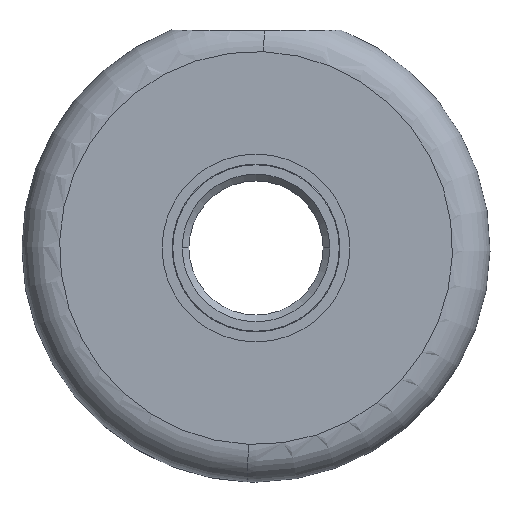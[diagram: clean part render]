
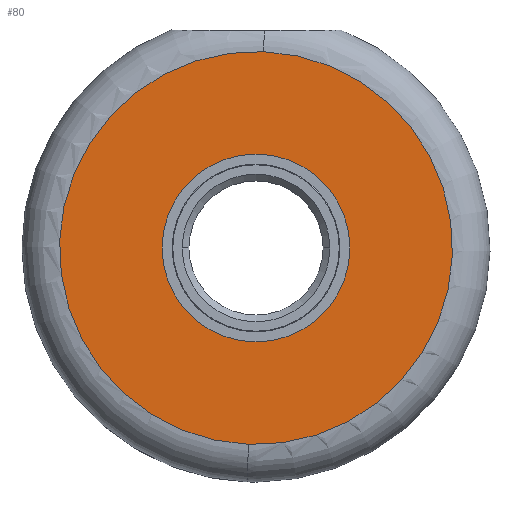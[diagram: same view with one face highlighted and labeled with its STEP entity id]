
A CAD part, top view. The second image highlights one B-rep face of the part: STEP entity #80.
In plain terms, the highlighted planar face has unit normal (0, 0, 1).
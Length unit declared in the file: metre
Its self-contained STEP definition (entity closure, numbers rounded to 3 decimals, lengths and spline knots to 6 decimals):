
#80=ADVANCED_FACE('0:1055',(#193,#194),#195,.F.);
#193=FACE_OUTER_BOUND('',#369,.T.);
#194=FACE_BOUND('',#370,.T.);
#195=PLANE('',#371);
#369=EDGE_LOOP('',(#699,#700));
#370=EDGE_LOOP('',(#701,#702));
#371=AXIS2_PLACEMENT_3D('',#703,#704,#705);
#699=ORIENTED_EDGE('',*,*,#1200,.F.);
#700=ORIENTED_EDGE('',*,*,#1192,.F.);
#701=ORIENTED_EDGE('',*,*,#1170,.F.);
#702=ORIENTED_EDGE('',*,*,#1209,.F.);
#703=CARTESIAN_POINT('',(0.,0.003,-0.034));
#704=DIRECTION('',(0.0,0.,-1.0));
#705=DIRECTION('',(-1.0,0.0,0.0));
#1170=EDGE_CURVE('0:1268',#1401,#1397,#1403,.T.);
#1192=EDGE_CURVE('0:1226',#1444,#1447,#1448,.T.);
#1200=EDGE_CURVE('0:1226',#1447,#1444,#1460,.T.);
#1209=EDGE_CURVE('0:1268',#1397,#1401,#1470,.T.);
#1397=VERTEX_POINT('',#1742);
#1401=VERTEX_POINT('',#1747);
#1403=CIRCLE('',#1750,0.014);
#1444=VERTEX_POINT('',#1801);
#1447=VERTEX_POINT('',#1804);
#1448=CIRCLE('',#1805,0.02928);
#1460=CIRCLE('',#1931,0.02928);
#1470=CIRCLE('',#1942,0.014);
#1742=CARTESIAN_POINT('',(0.014,0.003,-0.034));
#1747=CARTESIAN_POINT('',(-0.014,0.003,-0.034));
#1750=AXIS2_PLACEMENT_3D('',#2281,#2282,#2283);
#1801=CARTESIAN_POINT('',(0.001121,0.032259,-0.034));
#1804=CARTESIAN_POINT('',(-0.001121,-0.026259,-0.034));
#1805=AXIS2_PLACEMENT_3D('',#2327,#2328,#2329);
#1931=AXIS2_PLACEMENT_3D('',#2345,#2346,#2347);
#1942=AXIS2_PLACEMENT_3D('',#2370,#2371,#2372);
#2281=CARTESIAN_POINT('',(0.,0.003,-0.034));
#2282=DIRECTION('',(0.0,0.,1.0));
#2283=DIRECTION('',(1.0,0.0,0.0));
#2327=CARTESIAN_POINT('',(0.,0.003,-0.034));
#2328=DIRECTION('',(0.,0.,-1.0));
#2329=DIRECTION('',(0.038,0.999,0.));
#2345=CARTESIAN_POINT('',(0.,0.003,-0.034));
#2346=DIRECTION('',(0.,0.,-1.0));
#2347=DIRECTION('',(0.038,0.999,0.));
#2370=CARTESIAN_POINT('',(0.,0.003,-0.034));
#2371=DIRECTION('',(0.0,0.,1.0));
#2372=DIRECTION('',(1.0,0.0,0.0));
